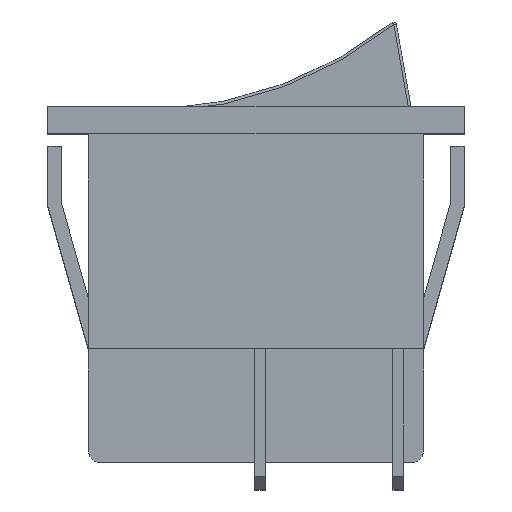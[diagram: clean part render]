
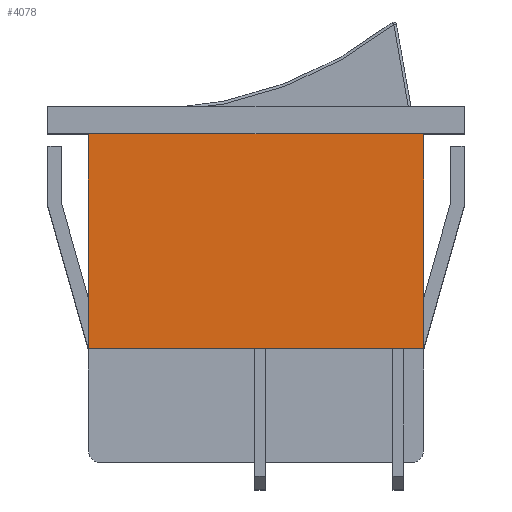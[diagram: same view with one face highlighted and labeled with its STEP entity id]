
A CAD part, top view. The second image highlights one B-rep face of the part: STEP entity #4078.
In plain terms, the highlighted planar face has unit normal (0, 0, 1).
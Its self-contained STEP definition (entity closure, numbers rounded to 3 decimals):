
#485=FACE_OUTER_BOUND('',#729,.T.);
#729=EDGE_LOOP('',(#3516,#3517,#3518,#3519));
#1061=LINE('',#6768,#1461);
#1098=LINE('',#6882,#1498);
#1116=LINE('',#6919,#1516);
#1122=LINE('',#6931,#1522);
#1461=VECTOR('',#4874,10.);
#1498=VECTOR('',#5001,10.);
#1516=VECTOR('',#5035,10.);
#1522=VECTOR('',#5045,10.);
#1846=VERTEX_POINT('',#6765);
#1847=VERTEX_POINT('',#6767);
#1879=VERTEX_POINT('',#6880);
#1890=VERTEX_POINT('',#6918);
#2361=EDGE_CURVE('',#1846,#1847,#1061,.T.);
#2418=EDGE_CURVE('',#1879,#1846,#1098,.T.);
#2436=EDGE_CURVE('',#1890,#1847,#1116,.T.);
#2442=EDGE_CURVE('',#1890,#1879,#1122,.T.);
#3516=ORIENTED_EDGE('',*,*,#2442,.F.);
#3517=ORIENTED_EDGE('',*,*,#2436,.T.);
#3518=ORIENTED_EDGE('',*,*,#2361,.F.);
#3519=ORIENTED_EDGE('',*,*,#2418,.F.);
#3694=PLANE('',#4286);
#4078=ADVANCED_FACE('',(#485),#3694,.T.);
#4286=AXIS2_PLACEMENT_3D('',#6930,#5043,#5044);
#4874=DIRECTION('',(-1.,0.,0.));
#5001=DIRECTION('',(0.,-1.,0.));
#5035=DIRECTION('',(0.,-1.,0.));
#5043=DIRECTION('center_axis',(0.,0.,1.));
#5044=DIRECTION('ref_axis',(-1.,0.,0.));
#5045=DIRECTION('',(1.,0.,0.));
#6765=CARTESIAN_POINT('',(12.5,-16.,10.75));
#6767=CARTESIAN_POINT('',(-12.5,-16.,10.75));
#6768=CARTESIAN_POINT('',(-12.5,-16.,10.75));
#6880=CARTESIAN_POINT('',(12.5,0.,10.75));
#6882=CARTESIAN_POINT('',(12.5,0.,10.75));
#6918=CARTESIAN_POINT('',(-12.5,0.,10.75));
#6919=CARTESIAN_POINT('',(-12.5,0.,10.75));
#6930=CARTESIAN_POINT('Origin',(12.5,0.,10.75));
#6931=CARTESIAN_POINT('',(6.25,0.,10.75));
